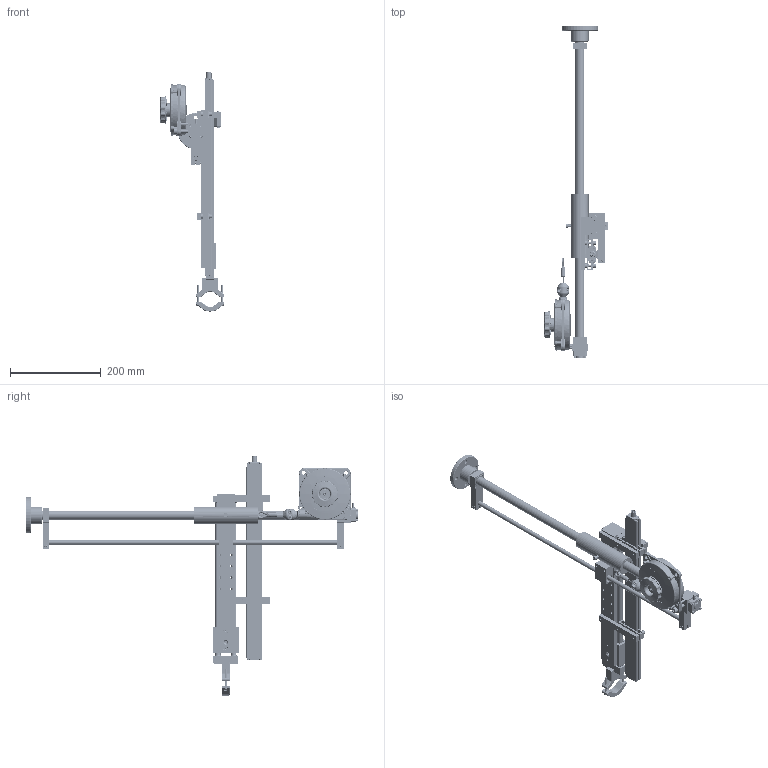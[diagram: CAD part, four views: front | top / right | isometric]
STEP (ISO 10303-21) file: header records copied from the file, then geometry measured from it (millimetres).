
FILE_DESCRIPTION (( 'STEP AP214' ), '1' );
FILE_NAME ('LINEAR2-TLS1.STEP', '2018-03-12T08:20:56', ( '' ), ( '' ), 'SwSTEP 2.0', 'SolidWorks 2017', '' );
FILE_SCHEMA (( 'AUTOMOTIVE_DESIGN' ));
Length unit declared in the file: millimetre
Products named in the file (1): LINEAR2-TLS1
Bounding box: 143.08 x 731.2 x 526.73 mm (x, y, z)
Surface area: 520676.4 mm2 (no closed solid volume)
Topology: 0 solids, 125 shells, 5496 faces, 12922 edges, 7706 vertices
Faces by surface type: plane 1507, cylinder 1328, torus 828, cone 799, bspline 792, sphere 242
Entity records: 246586 total; most frequent: CARTESIAN_POINT 63932, DIRECTION 25421, ORIENTED_EDGE 25394, EDGE_CURVE 12731, AXIS2_PLACEMENT_3D 10523, VERTEX_POINT 7692, EDGE_LOOP 6005, CIRCLE 5818
